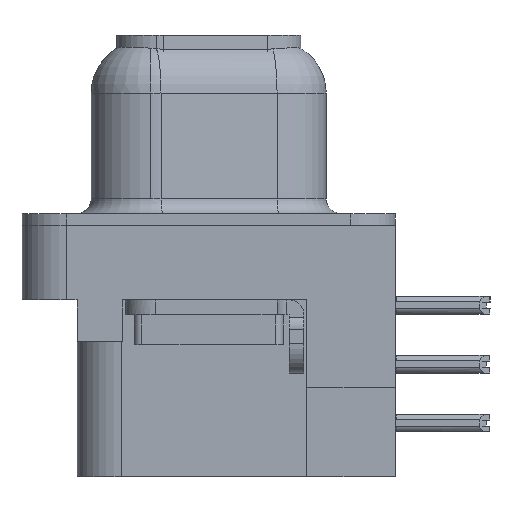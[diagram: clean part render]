
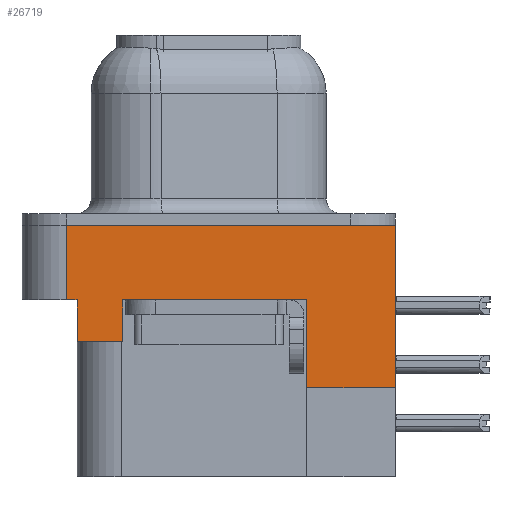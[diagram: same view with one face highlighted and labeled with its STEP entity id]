
A CAD part, left-side view. The second image highlights one B-rep face of the part: STEP entity #26719.
In plain terms, the highlighted planar face has unit normal (-1, 0, 0).
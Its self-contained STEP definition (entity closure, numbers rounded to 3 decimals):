
#77 = DIRECTION ( 'NONE',  ( 0., 0., 1. ) ) ;
#322 = EDGE_CURVE ( 'NONE', #30910, #26127, #24145, .T. ) ;
#582 = CARTESIAN_POINT ( 'NONE',  ( -2.91, -3.295, -2.5 ) ) ;
#636 = DIRECTION ( 'NONE',  ( 0., -1., 0. ) ) ;
#825 = ORIENTED_EDGE ( 'NONE', *, *, #14432, .F. ) ;
#986 = LINE ( 'NONE', #4427, #19993 ) ;
#1736 = CARTESIAN_POINT ( 'NONE',  ( -2.91, -3.295, -8.45 ) ) ;
#2184 = CARTESIAN_POINT ( 'NONE',  ( -2.91, -6.275, -2.5 ) ) ;
#2385 = ORIENTED_EDGE ( 'NONE', *, *, #23061, .T. ) ;
#3935 = VECTOR ( 'NONE', #8190, 1000. ) ;
#4426 = LINE ( 'NONE', #1736, #15637 ) ;
#4427 = CARTESIAN_POINT ( 'NONE',  ( -2.91, 4.425, -3.9 ) ) ;
#4440 = VERTEX_POINT ( 'NONE', #8509 ) ;
#4729 = EDGE_CURVE ( 'NONE', #17547, #13901, #4426, .T. ) ;
#5580 = LINE ( 'NONE', #25149, #18269 ) ;
#5933 = VECTOR ( 'NONE', #22841, 1000. ) ;
#5964 = LINE ( 'NONE', #14713, #30529 ) ;
#7213 = CARTESIAN_POINT ( 'NONE',  ( -2.91, 2.895, -3.9 ) ) ;
#8043 = VECTOR ( 'NONE', #636, 1000. ) ;
#8190 = DIRECTION ( 'NONE',  ( 0., 0., 1. ) ) ;
#8509 = CARTESIAN_POINT ( 'NONE',  ( -2.91, 4.775, 0. ) ) ;
#8593 = CARTESIAN_POINT ( 'NONE',  ( -2.91, 2.895, -3.9 ) ) ;
#8807 = ORIENTED_EDGE ( 'NONE', *, *, #26824, .F. ) ;
#9081 = ORIENTED_EDGE ( 'NONE', *, *, #28335, .F. ) ;
#10022 = DIRECTION ( 'NONE',  ( 0., -1., 0. ) ) ;
#10906 = DIRECTION ( 'NONE',  ( 0., 0., 1. ) ) ;
#11446 = VECTOR ( 'NONE', #14929, 1000. ) ;
#11817 = CARTESIAN_POINT ( 'NONE',  ( -2.91, -6.275, -2.5 ) ) ;
#13292 = ORIENTED_EDGE ( 'NONE', *, *, #25018, .F. ) ;
#13622 = DIRECTION ( 'NONE',  ( 0., 0., 1. ) ) ;
#13811 = VECTOR ( 'NONE', #77, 1000. ) ;
#13901 = VERTEX_POINT ( 'NONE', #582 ) ;
#13904 = ORIENTED_EDGE ( 'NONE', *, *, #322, .T. ) ;
#14217 = DIRECTION ( 'NONE',  ( 0., 0., 1. ) ) ;
#14432 = EDGE_CURVE ( 'NONE', #4440, #17569, #18962, .T. ) ;
#14713 = CARTESIAN_POINT ( 'NONE',  ( -2.91, -6.275, -2.5 ) ) ;
#14929 = DIRECTION ( 'NONE',  ( 0., 1., 0. ) ) ;
#15637 = VECTOR ( 'NONE', #13622, 1000. ) ;
#17547 = VERTEX_POINT ( 'NONE', #17918 ) ;
#17569 = VERTEX_POINT ( 'NONE', #20316 ) ;
#17610 = CARTESIAN_POINT ( 'NONE',  ( -2.91, 4.425, -2.5 ) ) ;
#17786 = VERTEX_POINT ( 'NONE', #25978 ) ;
#17801 = LINE ( 'NONE', #19696, #11446 ) ;
#17918 = CARTESIAN_POINT ( 'NONE',  ( -2.91, -3.295, -5.45 ) ) ;
#18269 = VECTOR ( 'NONE', #10906, 1000. ) ;
#18622 = ORIENTED_EDGE ( 'NONE', *, *, #26928, .T. ) ;
#18818 = FACE_OUTER_BOUND ( 'NONE', #30437, .T. ) ;
#18962 = LINE ( 'NONE', #24811, #30892 ) ;
#19214 = VERTEX_POINT ( 'NONE', #28089 ) ;
#19696 = CARTESIAN_POINT ( 'NONE',  ( -2.91, -6.295, -5.45 ) ) ;
#19993 = VECTOR ( 'NONE', #21098, 1000. ) ;
#20316 = CARTESIAN_POINT ( 'NONE',  ( -2.91, -6.275, 0. ) ) ;
#21098 = DIRECTION ( 'NONE',  ( 0., 1., 0. ) ) ;
#22174 = LINE ( 'NONE', #22429, #3935 ) ;
#22381 = EDGE_CURVE ( 'NONE', #30821, #17569, #27211, .T. ) ;
#22397 = AXIS2_PLACEMENT_3D ( 'NONE', #11817, #28490, #14217 ) ;
#22429 = CARTESIAN_POINT ( 'NONE',  ( -2.91, 4.775, -2.5 ) ) ;
#22666 = EDGE_CURVE ( 'NONE', #19214, #25620, #5580, .T. ) ;
#22841 = DIRECTION ( 'NONE',  ( 0., 0., 1. ) ) ;
#23061 = EDGE_CURVE ( 'NONE', #17786, #25620, #5964, .T. ) ;
#23218 = ORIENTED_EDGE ( 'NONE', *, *, #22666, .F. ) ;
#23682 = PLANE ( 'NONE',  #22397 ) ;
#24145 = LINE ( 'NONE', #8593, #5933 ) ;
#24746 = ORIENTED_EDGE ( 'NONE', *, *, #4729, .F. ) ;
#24811 = CARTESIAN_POINT ( 'NONE',  ( -2.91, -6.275, 0. ) ) ;
#24907 = DIRECTION ( 'NONE',  ( 0., -1., 0. ) ) ;
#25018 = EDGE_CURVE ( 'NONE', #30821, #17547, #17801, .T. ) ;
#25149 = CARTESIAN_POINT ( 'NONE',  ( -2.91, 4.425, -3.9 ) ) ;
#25416 = CARTESIAN_POINT ( 'NONE',  ( -2.91, 2.895, -2.5 ) ) ;
#25620 = VERTEX_POINT ( 'NONE', #17610 ) ;
#25677 = ORIENTED_EDGE ( 'NONE', *, *, #22381, .T. ) ;
#25904 = CARTESIAN_POINT ( 'NONE',  ( -2.91, -6.275, -5.45 ) ) ;
#25978 = CARTESIAN_POINT ( 'NONE',  ( -2.91, 4.775, -2.5 ) ) ;
#26127 = VERTEX_POINT ( 'NONE', #25416 ) ;
#26251 = LINE ( 'NONE', #29171, #8043 ) ;
#26719 = ADVANCED_FACE ( 'NONE', ( #18818 ), #23682, .T. ) ;
#26824 = EDGE_CURVE ( 'NONE', #17786, #4440, #22174, .T. ) ;
#26928 = EDGE_CURVE ( 'NONE', #26127, #13901, #26251, .T. ) ;
#27211 = LINE ( 'NONE', #2184, #13811 ) ;
#28089 = CARTESIAN_POINT ( 'NONE',  ( -2.91, 4.425, -3.9 ) ) ;
#28335 = EDGE_CURVE ( 'NONE', #30910, #19214, #986, .T. ) ;
#28490 = DIRECTION ( 'NONE',  ( -1., 0., 0. ) ) ;
#29171 = CARTESIAN_POINT ( 'NONE',  ( -2.91, -6.275, -2.5 ) ) ;
#30437 = EDGE_LOOP ( 'NONE', ( #13292, #25677, #825, #8807, #2385, #23218, #9081, #13904, #18622, #24746 ) ) ;
#30529 = VECTOR ( 'NONE', #10022, 1000. ) ;
#30821 = VERTEX_POINT ( 'NONE', #25904 ) ;
#30892 = VECTOR ( 'NONE', #24907, 1000. ) ;
#30910 = VERTEX_POINT ( 'NONE', #7213 ) ;
